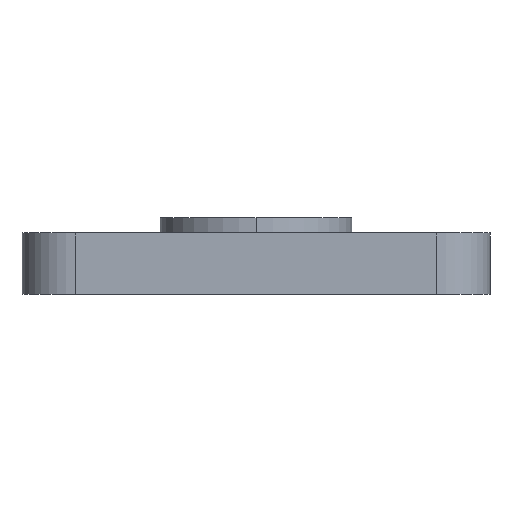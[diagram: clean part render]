
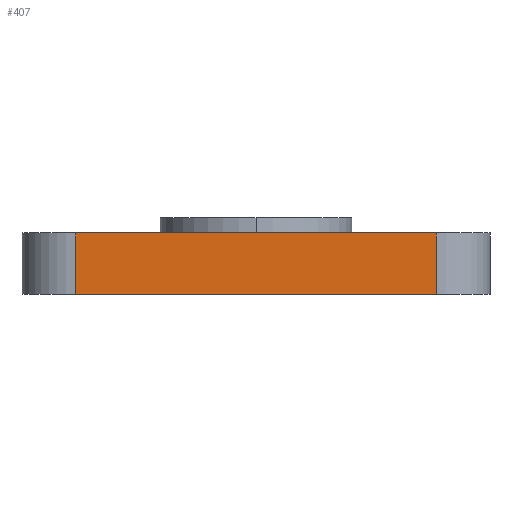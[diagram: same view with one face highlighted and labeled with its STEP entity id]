
A CAD part, left-side view. The second image highlights one B-rep face of the part: STEP entity #407.
In plain terms, the highlighted planar face has unit normal (-1, 0, 0).
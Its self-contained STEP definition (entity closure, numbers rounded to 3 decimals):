
#41 = EDGE_LOOP ( 'NONE', ( #471, #979, #965, #667 ) ) ;
#56 = CARTESIAN_POINT ( 'NONE',  ( -30.5, 23.5, 8. ) ) ;
#73 = LINE ( 'NONE', #719, #127 ) ;
#127 = VECTOR ( 'NONE', #969, 1000. ) ;
#134 = DIRECTION ( 'NONE',  ( 1., 0., 0. ) ) ;
#163 = LINE ( 'NONE', #1249, #177 ) ;
#177 = VECTOR ( 'NONE', #1437, 1000. ) ;
#229 = CARTESIAN_POINT ( 'NONE',  ( -30.5, 30.5, 8. ) ) ;
#261 = VERTEX_POINT ( 'NONE', #1006 ) ;
#285 = PLANE ( 'NONE',  #303 ) ;
#298 = DIRECTION ( 'NONE',  ( 0., 1., 0. ) ) ;
#303 = AXIS2_PLACEMENT_3D ( 'NONE', #229, #134, #298 ) ;
#315 = EDGE_CURVE ( 'NONE', #432, #1139, #1454, .T. ) ;
#385 = CARTESIAN_POINT ( 'NONE',  ( -30.5, 30.5, 8. ) ) ;
#407 = ADVANCED_FACE ( 'NONE', ( #457 ), #285, .F. ) ;
#432 = VERTEX_POINT ( 'NONE', #826 ) ;
#457 = FACE_OUTER_BOUND ( 'NONE', #41, .T. ) ;
#471 = ORIENTED_EDGE ( 'NONE', *, *, #910, .F. ) ;
#639 = VECTOR ( 'NONE', #1242, 1000. ) ;
#667 = ORIENTED_EDGE ( 'NONE', *, *, #315, .T. ) ;
#719 = CARTESIAN_POINT ( 'NONE',  ( -30.5, 23.5, 8. ) ) ;
#784 = VERTEX_POINT ( 'NONE', #56 ) ;
#826 = CARTESIAN_POINT ( 'NONE',  ( -30.5, -23.5, 0. ) ) ;
#910 = EDGE_CURVE ( 'NONE', #784, #1139, #1102, .T. ) ;
#965 = ORIENTED_EDGE ( 'NONE', *, *, #1112, .T. ) ;
#969 = DIRECTION ( 'NONE',  ( 0., 0., -1. ) ) ;
#979 = ORIENTED_EDGE ( 'NONE', *, *, #1033, .T. ) ;
#1006 = CARTESIAN_POINT ( 'NONE',  ( -30.5, 23.5, 0. ) ) ;
#1033 = EDGE_CURVE ( 'NONE', #784, #261, #73, .T. ) ;
#1102 = LINE ( 'NONE', #385, #1122 ) ;
#1112 = EDGE_CURVE ( 'NONE', #261, #432, #163, .T. ) ;
#1122 = VECTOR ( 'NONE', #1334, 1000. ) ;
#1139 = VERTEX_POINT ( 'NONE', #1358 ) ;
#1242 = DIRECTION ( 'NONE',  ( 0., 0., 1. ) ) ;
#1249 = CARTESIAN_POINT ( 'NONE',  ( -30.5, 30.5, 0. ) ) ;
#1334 = DIRECTION ( 'NONE',  ( 0., -1., 0. ) ) ;
#1358 = CARTESIAN_POINT ( 'NONE',  ( -30.5, -23.5, 8. ) ) ;
#1367 = CARTESIAN_POINT ( 'NONE',  ( -30.5, -23.5, 8. ) ) ;
#1437 = DIRECTION ( 'NONE',  ( 0., -1., 0. ) ) ;
#1454 = LINE ( 'NONE', #1367, #639 ) ;
